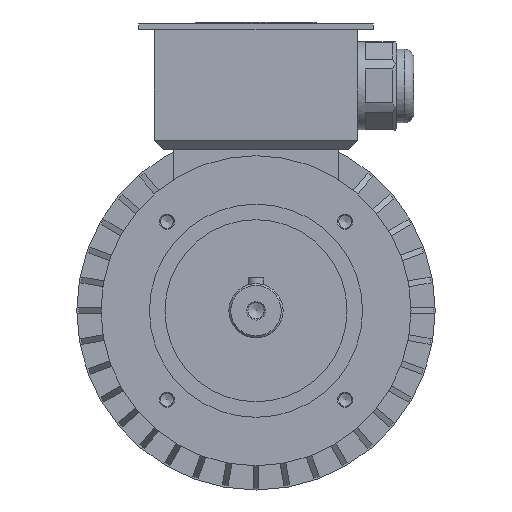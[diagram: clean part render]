
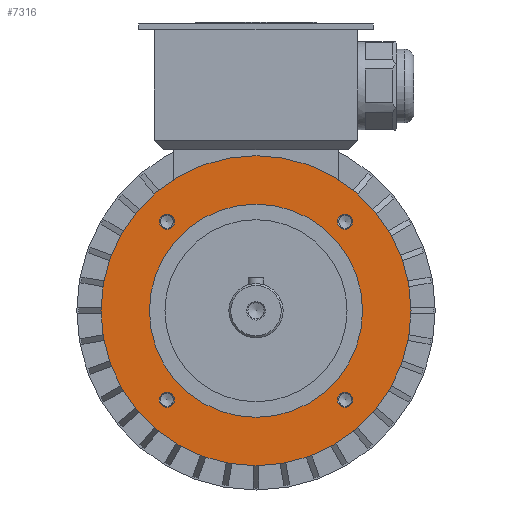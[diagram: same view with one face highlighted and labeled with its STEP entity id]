
A CAD part, front view. The second image highlights one B-rep face of the part: STEP entity #7316.
In plain terms, the highlighted planar face has unit normal (0, -1, 0).
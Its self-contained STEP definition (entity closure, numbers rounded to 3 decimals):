
#220=CIRCLE('',#7543,3.924);
#224=CIRCLE('',#7551,3.924);
#228=CIRCLE('',#7559,3.924);
#318=CIRCLE('',#7751,80.);
#320=CIRCLE('',#7754,3.924);
#321=CIRCLE('',#7755,55.);
#923=ORIENTED_EDGE('',*,*,#1990,.T.);
#924=ORIENTED_EDGE('',*,*,#1994,.T.);
#925=ORIENTED_EDGE('',*,*,#1998,.T.);
#926=ORIENTED_EDGE('',*,*,#2372,.T.);
#927=ORIENTED_EDGE('',*,*,#2373,.T.);
#928=ORIENTED_EDGE('',*,*,#2370,.F.);
#1990=EDGE_CURVE('',#2763,#2763,#220,.T.);
#1994=EDGE_CURVE('',#2768,#2768,#224,.T.);
#1998=EDGE_CURVE('',#2773,#2773,#228,.T.);
#2370=EDGE_CURVE('',#3068,#3068,#318,.T.);
#2372=EDGE_CURVE('',#3070,#3070,#320,.T.);
#2373=EDGE_CURVE('',#3071,#3071,#321,.T.);
#2763=VERTEX_POINT('',#9662);
#2768=VERTEX_POINT('',#9675);
#2773=VERTEX_POINT('',#9688);
#3068=VERTEX_POINT('',#10433);
#3070=VERTEX_POINT('',#10438);
#3071=VERTEX_POINT('',#10440);
#4342=EDGE_LOOP('',(#923));
#4343=EDGE_LOOP('',(#924));
#4344=EDGE_LOOP('',(#925));
#4345=EDGE_LOOP('',(#926));
#4346=EDGE_LOOP('',(#927));
#4347=EDGE_LOOP('',(#928));
#4691=FACE_BOUND('',#4342,.T.);
#4692=FACE_BOUND('',#4343,.T.);
#4693=FACE_BOUND('',#4344,.T.);
#4694=FACE_BOUND('',#4345,.T.);
#4695=FACE_BOUND('',#4346,.T.);
#4696=FACE_BOUND('',#4347,.T.);
#5008=PLANE('',#7753);
#7316=ADVANCED_FACE('',(#4691,#4692,#4693,#4694,#4695,#4696),#5008,.F.);
#7543=AXIS2_PLACEMENT_3D('',#9661,#8104,#8105);
#7551=AXIS2_PLACEMENT_3D('',#9674,#8120,#8121);
#7559=AXIS2_PLACEMENT_3D('',#9687,#8136,#8137);
#7751=AXIS2_PLACEMENT_3D('',#10432,#8778,#8779);
#7753=AXIS2_PLACEMENT_3D('',#10436,#8782,#8783);
#7754=AXIS2_PLACEMENT_3D('',#10437,#8784,#8785);
#7755=AXIS2_PLACEMENT_3D('',#10439,#8786,#8787);
#8104=DIRECTION('',(0.,1.,0.));
#8105=DIRECTION('',(0.,0.,1.));
#8120=DIRECTION('',(0.,1.,0.));
#8121=DIRECTION('',(-1.,0.,0.));
#8136=DIRECTION('',(0.,1.,0.));
#8137=DIRECTION('',(0.,0.,-1.));
#8778=DIRECTION('',(0.,1.,0.));
#8779=DIRECTION('',(1.,0.,0.));
#8782=DIRECTION('',(0.,1.,0.));
#8783=DIRECTION('',(0.,0.,1.));
#8784=DIRECTION('',(0.,1.,0.));
#8785=DIRECTION('',(1.,0.,0.));
#8786=DIRECTION('',(0.,1.,0.));
#8787=DIRECTION('',(1.,0.,0.));
#9661=CARTESIAN_POINT('',(-45.962,-35.,-45.962));
#9662=CARTESIAN_POINT('',(-45.962,-35.,-42.038));
#9674=CARTESIAN_POINT('',(45.962,-35.,-45.962));
#9675=CARTESIAN_POINT('',(42.038,-35.,-45.962));
#9687=CARTESIAN_POINT('',(45.962,-35.,45.962));
#9688=CARTESIAN_POINT('',(45.962,-35.,42.038));
#10432=CARTESIAN_POINT('',(0.,-35.,0.));
#10433=CARTESIAN_POINT('',(80.,-35.,0.));
#10436=CARTESIAN_POINT('',(0.,-35.,0.));
#10437=CARTESIAN_POINT('',(-45.962,-35.,45.962));
#10438=CARTESIAN_POINT('',(-42.038,-35.,45.962));
#10439=CARTESIAN_POINT('',(0.,-35.,0.));
#10440=CARTESIAN_POINT('',(55.,-35.,0.));
